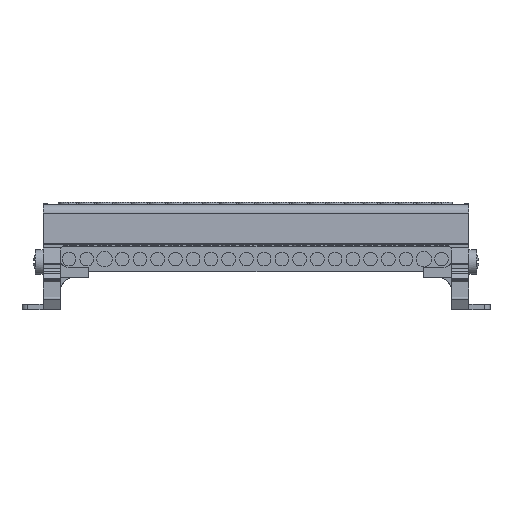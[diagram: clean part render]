
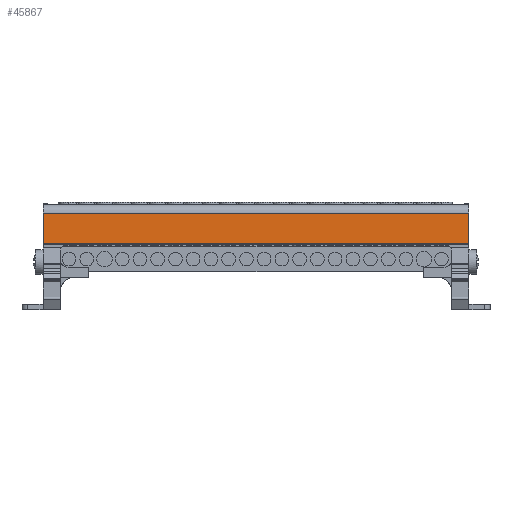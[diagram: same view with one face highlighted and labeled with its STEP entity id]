
A CAD part, top view. The second image highlights one B-rep face of the part: STEP entity #45867.
In plain terms, the highlighted planar face has unit normal (0, 0.018, 1).
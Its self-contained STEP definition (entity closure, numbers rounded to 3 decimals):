
#348 = EDGE_CURVE ( 'NONE', #10514, #10600, #34992, .T. ) ;
#5917 = ORIENTED_EDGE ( 'NONE', *, *, #348, .F. ) ;
#5930 = ORIENTED_EDGE ( 'NONE', *, *, #44396, .F. ) ;
#5952 = ORIENTED_EDGE ( 'NONE', *, *, #44405, .F. ) ;
#5991 = ORIENTED_EDGE ( 'NONE', *, *, #44417, .T. ) ;
#10514 = VERTEX_POINT ( 'NONE', #13567 ) ;
#10600 = VERTEX_POINT ( 'NONE', #13573 ) ;
#13567 = CARTESIAN_POINT ( 'NONE',  ( -341.975, -112.466, 148.349 ) ) ;
#13573 = CARTESIAN_POINT ( 'NONE',  ( -341.975, -101.833, 148.163 ) ) ;
#24508 = CARTESIAN_POINT ( 'NONE',  ( -191.973, -101.833, 148.163 ) ) ;
#24547 = CARTESIAN_POINT ( 'NONE',  ( -191.973, -112.466, 148.349 ) ) ;
#26887 = VECTOR ( 'NONE', #35026, 1000. ) ;
#29141 = FACE_OUTER_BOUND ( 'NONE', #45622, .T. ) ;
#29158 = DIRECTION ( 'NONE',  ( 0., 0.017, 1. ) ) ;
#29165 = DIRECTION ( 'NONE',  ( 0., 1., -0.017 ) ) ;
#29172 = CARTESIAN_POINT ( 'NONE',  ( -417.625, -112.466, 148.349 ) ) ;
#29176 = PLANE ( 'NONE',  #33670 ) ;
#32500 = VECTOR ( 'NONE', #37367, 1000. ) ;
#32521 = VECTOR ( 'NONE', #37429, 1000. ) ;
#32532 = VECTOR ( 'NONE', #37352, 1000. ) ;
#33670 = AXIS2_PLACEMENT_3D ( 'NONE', #29172, #29158, #29165 ) ;
#34992 = LINE ( 'NONE', #35001, #26887 ) ;
#35001 = CARTESIAN_POINT ( 'NONE',  ( -341.975, -112.466, 148.349 ) ) ;
#35026 = DIRECTION ( 'NONE',  ( 0., 1., -0.017 ) ) ;
#37351 = CARTESIAN_POINT ( 'NONE',  ( -417.625, -101.833, 148.163 ) ) ;
#37352 = DIRECTION ( 'NONE',  ( 1., 0., 0. ) ) ;
#37366 = CARTESIAN_POINT ( 'NONE',  ( -417.625, -112.466, 148.349 ) ) ;
#37367 = DIRECTION ( 'NONE',  ( -1., 0., 0. ) ) ;
#37380 = LINE ( 'NONE', #37366, #32500 ) ;
#37390 = LINE ( 'NONE', #37351, #32532 ) ;
#37399 = CARTESIAN_POINT ( 'NONE',  ( -191.973, -121.15, 148.5 ) ) ;
#37410 = LINE ( 'NONE', #37399, #32521 ) ;
#37429 = DIRECTION ( 'NONE',  ( 0., 1., -0.017 ) ) ;
#41016 = VERTEX_POINT ( 'NONE', #24508 ) ;
#41028 = VERTEX_POINT ( 'NONE', #24547 ) ;
#44396 = EDGE_CURVE ( 'NONE', #10600, #41016, #37390, .T. ) ;
#44405 = EDGE_CURVE ( 'NONE', #41028, #10514, #37380, .T. ) ;
#44417 = EDGE_CURVE ( 'NONE', #41028, #41016, #37410, .T. ) ;
#45622 = EDGE_LOOP ( 'NONE', ( #5952, #5991, #5930, #5917 ) ) ;
#45867 = ADVANCED_FACE ( 'NONE', ( #29141 ), #29176, .T. ) ;
